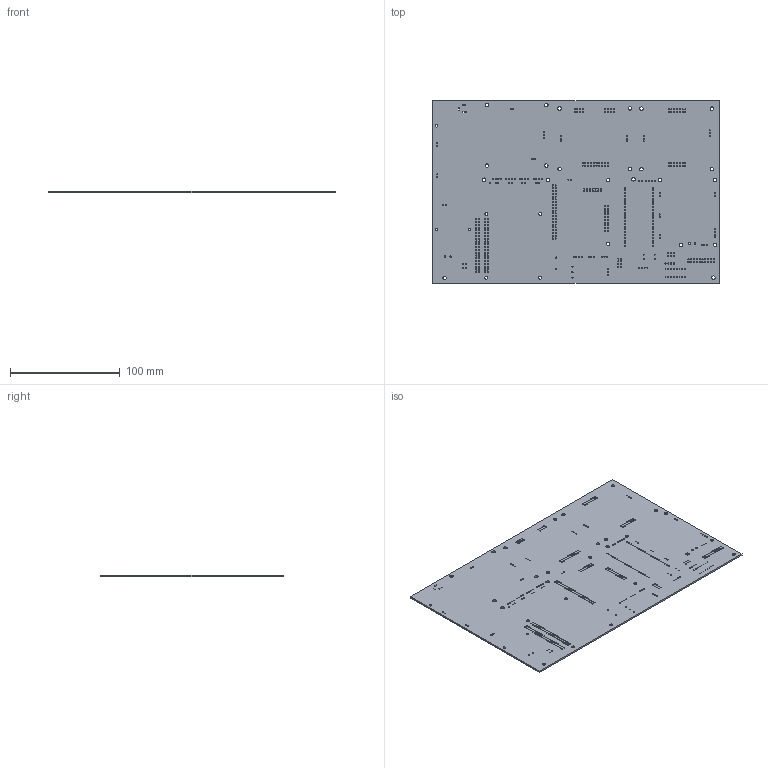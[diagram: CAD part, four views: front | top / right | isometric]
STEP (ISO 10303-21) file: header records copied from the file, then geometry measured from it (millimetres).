
FILE_DESCRIPTION(/* description */ ('KiCad electronic assembly'),/* implementation_level */ '2;1');
FILE_NAME(/* name */ 'octopus_motherboard_footprint.step',/* time_stamp */ '2025-04-16T15:12:35+03:00',/* author */ (''),/* organization */ (''),/* preprocessor_version */ 'ST-DEVELOPER v20.1',/* originating_system */ 'Autodesk Translation Framework v14.4.0.0',/* authorisation */ '');
FILE_SCHEMA (('AUTOMOTIVE_DESIGN { 1 0 10303 214 3 1 1 }'));
Length unit declared in the file: millimetre
Products named in the file (2): octopus_motherboard_simplified 1; Octopus_daughter-board_PCB
Assembly tree (1 placements, depth 2):
  octopus_motherboard_simplified 1
    Octopus_daughter-board_PCB
Bounding box: 261 x 166 x 1.51 mm (x, y, z)
Volume: 64587.3 mm3; surface area: 89290.5 mm2
Topology: 1 solids, 1 shells, 471 faces, 1407 edges, 938 vertices
Faces by surface type: cylinder 459, plane 12
Full cylindrical faces by diameter (mm): 0.8 x20, 0.95 x22, 1 x337, 1.016 x40, 1.32 x2, 1.52 x2, 2.2 x3, 2.7 x2, 2.75 x4, 3.2 x21
Entity records: 18303 total; most frequent: DIRECTION 3273, CARTESIAN_POINT 2819, ORIENTED_EDGE 2814, EDGE_CURVE 1407, AXIS2_PLACEMENT_3D 1392, EDGE_LOOP 1383, VERTEX_POINT 938, CIRCLE 918
